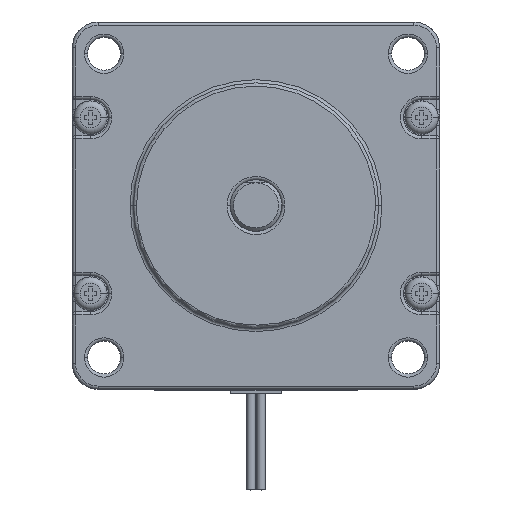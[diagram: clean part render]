
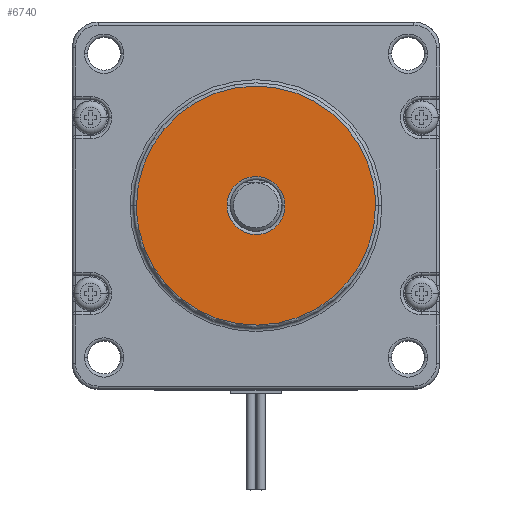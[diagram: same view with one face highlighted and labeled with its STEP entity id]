
A CAD part, top view. The second image highlights one B-rep face of the part: STEP entity #6740.
In plain terms, the highlighted planar face has unit normal (0, 0, 1).
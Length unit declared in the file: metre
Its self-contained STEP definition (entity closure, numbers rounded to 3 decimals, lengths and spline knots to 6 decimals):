
#30=ELLIPSE('',#7303,0.01855,0.01855);
#31=ELLIPSE('',#7304,0.01855,0.01855);
#111=B_SPLINE_CURVE_WITH_KNOTS('',3,(#10657,#10658,#10659,#10660,#10661,
#10662,#10663,#10664,#10665,#10666,#10667,#10668,#10669,#10670),
 .UNSPECIFIED.,.F.,.F.,(4,1,1,1,1,1,1,1,1,1,1,4),(0.,0.125,0.25,0.3125,
0.375,0.4375,0.5,0.5625,0.625,0.75,0.875,1.),.UNSPECIFIED.);
#112=B_SPLINE_CURVE_WITH_KNOTS('',3,(#10672,#10673,#10674,#10675,#10676,
#10677,#10678,#10679,#10680,#10681,#10682,#10683,#10684,#10685),
 .UNSPECIFIED.,.F.,.F.,(4,1,1,1,1,1,1,1,1,1,1,4),(0.,0.125,0.25,0.3125,
0.375,0.4375,0.5,0.5625,0.625,0.75,0.875,1.),.UNSPECIFIED.);
#1850=ORIENTED_EDGE('',*,*,#3683,.T.);
#1851=ORIENTED_EDGE('',*,*,#3682,.T.);
#1852=ORIENTED_EDGE('',*,*,#3684,.F.);
#1853=ORIENTED_EDGE('',*,*,#3685,.F.);
#3682=EDGE_CURVE('',#4629,#4631,#111,.T.);
#3683=EDGE_CURVE('',#4631,#4629,#112,.T.);
#3684=EDGE_CURVE('',#4632,#4633,#30,.T.);
#3685=EDGE_CURVE('',#4633,#4632,#31,.T.);
#4629=VERTEX_POINT('',#10649);
#4631=VERTEX_POINT('',#10656);
#4632=VERTEX_POINT('',#10687);
#4633=VERTEX_POINT('',#10688);
#5617=EDGE_LOOP('',(#1850,#1851));
#5618=EDGE_LOOP('',(#1852,#1853));
#6102=FACE_BOUND('',#5617,.T.);
#6103=FACE_BOUND('',#5618,.T.);
#6558=PLANE('',#7302);
#6740=ADVANCED_FACE('',(#6102,#6103),#6558,.T.);
#7302=AXIS2_PLACEMENT_3D('',#10671,#8440,#8441);
#7303=AXIS2_PLACEMENT_3D('',#10686,#8442,#8443);
#7304=AXIS2_PLACEMENT_3D('',#10689,#8444,#8445);
#8440=DIRECTION('',(0.,0.,1.));
#8441=DIRECTION('',(1.,0.,0.));
#8442=DIRECTION('',(0.,0.,-1.));
#8443=DIRECTION('',(0.999,0.042,0.));
#8444=DIRECTION('',(0.,0.,-1.));
#8445=DIRECTION('',(0.995,-0.096,0.));
#10649=CARTESIAN_POINT('',(-0.0045,0.,0.0836));
#10656=CARTESIAN_POINT('',(0.0045,0.,0.0836));
#10657=CARTESIAN_POINT('',(-0.0045,0.,0.0836));
#10658=CARTESIAN_POINT('',(-0.0045,0.000572,0.0836));
#10659=CARTESIAN_POINT('',(-0.004308,0.001657,0.0836));
#10660=CARTESIAN_POINT('',(-0.003447,0.003012,0.0836));
#10661=CARTESIAN_POINT('',(-0.002479,0.003794,0.0836));
#10662=CARTESIAN_POINT('',(-0.001652,0.004216,0.0836));
#10663=CARTESIAN_POINT('',(-0.000853,0.004446,0.0836));
#10664=CARTESIAN_POINT('',(0.000001,0.004527,0.0836));
#10665=CARTESIAN_POINT('',(0.00085,0.004446,0.0836));
#10666=CARTESIAN_POINT('',(0.001924,0.004139,0.0836));
#10667=CARTESIAN_POINT('',(0.003284,0.003281,0.0836));
#10668=CARTESIAN_POINT('',(0.004306,0.001657,0.0836));
#10669=CARTESIAN_POINT('',(0.0045,0.000573,0.0836));
#10670=CARTESIAN_POINT('',(0.0045,0.,0.0836));
#10671=CARTESIAN_POINT('',(0.,0.,0.0836));
#10672=CARTESIAN_POINT('',(0.0045,0.,0.0836));
#10673=CARTESIAN_POINT('',(0.0045,-0.000572,0.0836));
#10674=CARTESIAN_POINT('',(0.004308,-0.001657,0.0836));
#10675=CARTESIAN_POINT('',(0.003447,-0.003012,0.0836));
#10676=CARTESIAN_POINT('',(0.002479,-0.003794,0.0836));
#10677=CARTESIAN_POINT('',(0.001652,-0.004216,0.0836));
#10678=CARTESIAN_POINT('',(0.000853,-0.004446,0.0836));
#10679=CARTESIAN_POINT('',(-0.000001,-0.004527,0.0836));
#10680=CARTESIAN_POINT('',(-0.00085,-0.004446,0.0836));
#10681=CARTESIAN_POINT('',(-0.001924,-0.004139,0.0836));
#10682=CARTESIAN_POINT('',(-0.003284,-0.003281,0.0836));
#10683=CARTESIAN_POINT('',(-0.004306,-0.001657,0.0836));
#10684=CARTESIAN_POINT('',(-0.0045,-0.000573,0.0836));
#10685=CARTESIAN_POINT('',(-0.0045,0.,0.0836));
#10686=CARTESIAN_POINT('',(0.,0.,0.0836));
#10687=CARTESIAN_POINT('',(-0.01855,0.,0.0836));
#10688=CARTESIAN_POINT('',(0.01855,0.,0.0836));
#10689=CARTESIAN_POINT('',(0.,0.,0.0836));
